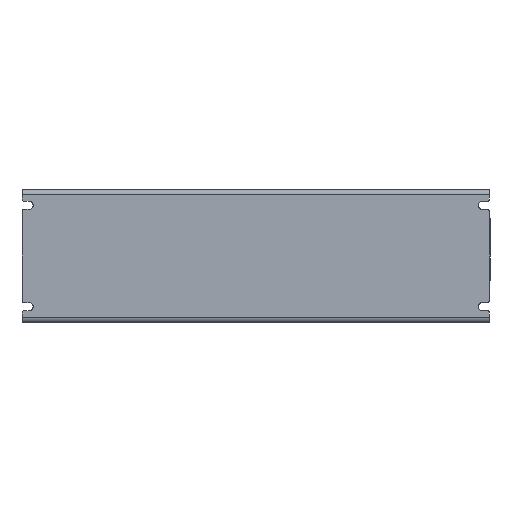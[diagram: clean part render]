
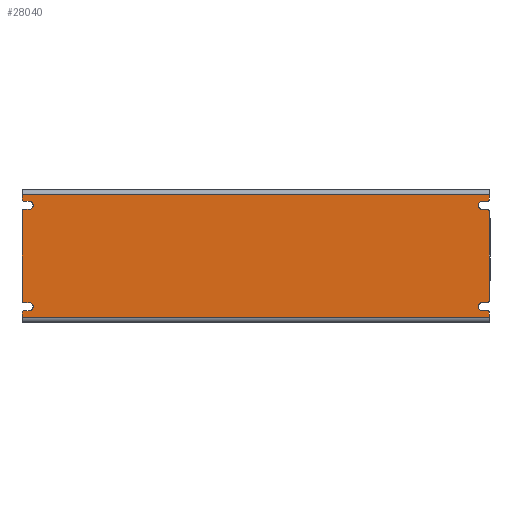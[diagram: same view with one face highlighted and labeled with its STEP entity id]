
A CAD part, front view. The second image highlights one B-rep face of the part: STEP entity #28040.
In plain terms, the highlighted planar face has unit normal (0, -1, 0).
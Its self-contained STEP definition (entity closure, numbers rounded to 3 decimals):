
#1879=FACE_OUTER_BOUND('',#3543,.T.);
#3543=EDGE_LOOP('',(#24691,#24692,#24693,#24694,#24695,#24696,#24697,#24698,
#24699,#24700,#24701,#24702,#24703,#24704,#24705,#24706,#24707,#24708,#24709,
#24710,#24711,#24712,#24713,#24714,#24715,#24716,#24717,#24718));
#6912=LINE('',#44459,#10419);
#6914=LINE('',#44465,#10421);
#6918=LINE('',#44474,#10425);
#7001=LINE('',#44752,#10508);
#7029=LINE('',#44808,#10536);
#7057=LINE('',#44867,#10564);
#7059=LINE('',#44873,#10566);
#7060=LINE('',#44875,#10567);
#7061=LINE('',#44879,#10568);
#7062=LINE('',#44884,#10569);
#7063=LINE('',#44888,#10570);
#7064=LINE('',#44890,#10571);
#7065=LINE('',#44894,#10572);
#7066=LINE('',#44898,#10573);
#7067=LINE('',#44903,#10574);
#7068=LINE('',#44906,#10575);
#10419=VECTOR('',#36095,1.85);
#10421=VECTOR('',#36099,36.7);
#10425=VECTOR('',#36105,1.85);
#10508=VECTOR('',#36370,1.85);
#10536=VECTOR('',#36402,36.7);
#10564=VECTOR('',#36436,1.85);
#10566=VECTOR('',#36444,194.);
#10567=VECTOR('',#36445,2.);
#10568=VECTOR('',#36448,2.);
#10569=VECTOR('',#36453,2.);
#10570=VECTOR('',#36456,2.);
#10571=VECTOR('',#36459,194.);
#10572=VECTOR('',#36462,2.);
#10573=VECTOR('',#36465,2.);
#10574=VECTOR('',#36470,2.);
#10575=VECTOR('',#36473,2.);
#10889=CIRCLE('',#29689,1.);
#10941=CIRCLE('',#29782,1.);
#10942=CIRCLE('',#29784,1.65);
#10943=CIRCLE('',#29785,1.);
#10944=CIRCLE('',#29786,1.);
#10945=CIRCLE('',#29787,1.65);
#10946=CIRCLE('',#29788,1.);
#10947=CIRCLE('',#29789,1.);
#10948=CIRCLE('',#29790,1.65);
#10949=CIRCLE('',#29791,1.);
#10950=CIRCLE('',#29792,1.);
#10951=CIRCLE('',#29793,1.65);
#13278=VERTEX_POINT('',#44388);
#13313=VERTEX_POINT('',#44457);
#13315=VERTEX_POINT('',#44462);
#13316=VERTEX_POINT('',#44464);
#13319=VERTEX_POINT('',#44471);
#13320=VERTEX_POINT('',#44473);
#13353=VERTEX_POINT('',#44541);
#13423=VERTEX_POINT('',#44749);
#13424=VERTEX_POINT('',#44751);
#13449=VERTEX_POINT('',#44804);
#13450=VERTEX_POINT('',#44806);
#13451=VERTEX_POINT('',#44810);
#13478=VERTEX_POINT('',#44865);
#13479=VERTEX_POINT('',#44869);
#13480=VERTEX_POINT('',#44874);
#13481=VERTEX_POINT('',#44876);
#13482=VERTEX_POINT('',#44878);
#13483=VERTEX_POINT('',#44881);
#13484=VERTEX_POINT('',#44883);
#13485=VERTEX_POINT('',#44885);
#13486=VERTEX_POINT('',#44887);
#13487=VERTEX_POINT('',#44891);
#13488=VERTEX_POINT('',#44893);
#13489=VERTEX_POINT('',#44895);
#13490=VERTEX_POINT('',#44897);
#13491=VERTEX_POINT('',#44900);
#13492=VERTEX_POINT('',#44902);
#13493=VERTEX_POINT('',#44904);
#17052=EDGE_CURVE('',#13313,#13278,#6912,.T.);
#17054=EDGE_CURVE('',#13315,#13316,#6914,.T.);
#17058=EDGE_CURVE('',#13319,#13320,#6918,.T.);
#17092=EDGE_CURVE('',#13353,#13278,#10889,.T.);
#17193=EDGE_CURVE('',#13423,#13424,#7001,.T.);
#17222=EDGE_CURVE('',#13450,#13449,#7029,.T.);
#17252=EDGE_CURVE('',#13478,#13451,#7057,.T.);
#17253=EDGE_CURVE('',#13423,#13479,#10941,.T.);
#17255=EDGE_CURVE('',#13313,#13424,#7059,.T.);
#17256=EDGE_CURVE('',#13479,#13480,#7060,.T.);
#17257=EDGE_CURVE('',#13480,#13481,#10942,.T.);
#17258=EDGE_CURVE('',#13482,#13481,#7061,.T.);
#17259=EDGE_CURVE('',#13482,#13449,#10943,.T.);
#17260=EDGE_CURVE('',#13450,#13483,#10944,.T.);
#17261=EDGE_CURVE('',#13483,#13484,#7062,.T.);
#17262=EDGE_CURVE('',#13484,#13485,#10945,.T.);
#17263=EDGE_CURVE('',#13486,#13485,#7063,.T.);
#17264=EDGE_CURVE('',#13486,#13451,#10946,.T.);
#17265=EDGE_CURVE('',#13320,#13478,#7064,.T.);
#17266=EDGE_CURVE('',#13319,#13487,#10947,.T.);
#17267=EDGE_CURVE('',#13487,#13488,#7065,.T.);
#17268=EDGE_CURVE('',#13488,#13489,#10948,.T.);
#17269=EDGE_CURVE('',#13490,#13489,#7066,.T.);
#17270=EDGE_CURVE('',#13490,#13316,#10949,.T.);
#17271=EDGE_CURVE('',#13315,#13491,#10950,.T.);
#17272=EDGE_CURVE('',#13491,#13492,#7067,.T.);
#17273=EDGE_CURVE('',#13492,#13493,#10951,.T.);
#17274=EDGE_CURVE('',#13353,#13493,#7068,.T.);
#24691=ORIENTED_EDGE('',*,*,#17092,.T.);
#24692=ORIENTED_EDGE('',*,*,#17052,.F.);
#24693=ORIENTED_EDGE('',*,*,#17255,.T.);
#24694=ORIENTED_EDGE('',*,*,#17193,.F.);
#24695=ORIENTED_EDGE('',*,*,#17253,.T.);
#24696=ORIENTED_EDGE('',*,*,#17256,.T.);
#24697=ORIENTED_EDGE('',*,*,#17257,.T.);
#24698=ORIENTED_EDGE('',*,*,#17258,.F.);
#24699=ORIENTED_EDGE('',*,*,#17259,.T.);
#24700=ORIENTED_EDGE('',*,*,#17222,.F.);
#24701=ORIENTED_EDGE('',*,*,#17260,.T.);
#24702=ORIENTED_EDGE('',*,*,#17261,.T.);
#24703=ORIENTED_EDGE('',*,*,#17262,.T.);
#24704=ORIENTED_EDGE('',*,*,#17263,.F.);
#24705=ORIENTED_EDGE('',*,*,#17264,.T.);
#24706=ORIENTED_EDGE('',*,*,#17252,.F.);
#24707=ORIENTED_EDGE('',*,*,#17265,.F.);
#24708=ORIENTED_EDGE('',*,*,#17058,.F.);
#24709=ORIENTED_EDGE('',*,*,#17266,.T.);
#24710=ORIENTED_EDGE('',*,*,#17267,.T.);
#24711=ORIENTED_EDGE('',*,*,#17268,.T.);
#24712=ORIENTED_EDGE('',*,*,#17269,.F.);
#24713=ORIENTED_EDGE('',*,*,#17270,.T.);
#24714=ORIENTED_EDGE('',*,*,#17054,.F.);
#24715=ORIENTED_EDGE('',*,*,#17271,.T.);
#24716=ORIENTED_EDGE('',*,*,#17272,.T.);
#24717=ORIENTED_EDGE('',*,*,#17273,.T.);
#24718=ORIENTED_EDGE('',*,*,#17274,.F.);
#26309=PLANE('',#29783);
#28040=ADVANCED_FACE('',(#1879),#26309,.T.);
#29689=AXIS2_PLACEMENT_3D('',#44542,#36144,#36145);
#29782=AXIS2_PLACEMENT_3D('',#44870,#36439,#36440);
#29783=AXIS2_PLACEMENT_3D('',#44872,#36442,#36443);
#29784=AXIS2_PLACEMENT_3D('',#44877,#36446,#36447);
#29785=AXIS2_PLACEMENT_3D('',#44880,#36449,#36450);
#29786=AXIS2_PLACEMENT_3D('',#44882,#36451,#36452);
#29787=AXIS2_PLACEMENT_3D('',#44886,#36454,#36455);
#29788=AXIS2_PLACEMENT_3D('',#44889,#36457,#36458);
#29789=AXIS2_PLACEMENT_3D('',#44892,#36460,#36461);
#29790=AXIS2_PLACEMENT_3D('',#44896,#36463,#36464);
#29791=AXIS2_PLACEMENT_3D('',#44899,#36466,#36467);
#29792=AXIS2_PLACEMENT_3D('',#44901,#36468,#36469);
#29793=AXIS2_PLACEMENT_3D('',#44905,#36471,#36472);
#36095=DIRECTION('',(0.,0.,1.));
#36099=DIRECTION('',(0.,0.,1.));
#36105=DIRECTION('',(0.,0.,1.));
#36144=DIRECTION('center_axis',(0.,-1.,0.));
#36145=DIRECTION('ref_axis',(0.,0.,1.));
#36370=DIRECTION('',(0.,0.,-1.));
#36402=DIRECTION('',(0.,0.,-1.));
#36436=DIRECTION('',(0.,0.,-1.));
#36439=DIRECTION('center_axis',(0.,-1.,0.));
#36440=DIRECTION('ref_axis',(1.,0.,0.));
#36442=DIRECTION('center_axis',(0.,-1.,0.));
#36443=DIRECTION('ref_axis',(0.,0.,-1.));
#36444=DIRECTION('',(1.,0.,0.));
#36445=DIRECTION('',(-1.,0.,0.));
#36446=DIRECTION('center_axis',(0.,1.,0.));
#36447=DIRECTION('ref_axis',(0.,0.,-1.));
#36448=DIRECTION('',(-1.,0.,0.));
#36449=DIRECTION('center_axis',(0.,-1.,0.));
#36450=DIRECTION('ref_axis',(0.,0.,-1.));
#36451=DIRECTION('center_axis',(0.,-1.,0.));
#36452=DIRECTION('ref_axis',(1.,0.,0.));
#36453=DIRECTION('',(-1.,0.,0.));
#36454=DIRECTION('center_axis',(0.,1.,0.));
#36455=DIRECTION('ref_axis',(0.,0.,-1.));
#36456=DIRECTION('',(-1.,0.,0.));
#36457=DIRECTION('center_axis',(0.,-1.,0.));
#36458=DIRECTION('ref_axis',(0.,0.,-1.));
#36459=DIRECTION('',(1.,0.,0.));
#36460=DIRECTION('center_axis',(0.,-1.,0.));
#36461=DIRECTION('ref_axis',(-1.,0.,0.));
#36462=DIRECTION('',(1.,0.,0.));
#36463=DIRECTION('center_axis',(0.,1.,0.));
#36464=DIRECTION('ref_axis',(0.,0.,1.));
#36465=DIRECTION('',(1.,0.,0.));
#36466=DIRECTION('center_axis',(0.,-1.,0.));
#36467=DIRECTION('ref_axis',(0.,0.,1.));
#36468=DIRECTION('center_axis',(0.,-1.,0.));
#36469=DIRECTION('ref_axis',(-1.,0.,0.));
#36470=DIRECTION('',(1.,0.,0.));
#36471=DIRECTION('center_axis',(0.,1.,0.));
#36472=DIRECTION('ref_axis',(0.,0.,1.));
#36473=DIRECTION('',(1.,0.,0.));
#44388=CARTESIAN_POINT('',(0.,0.,-51.15));
#44457=CARTESIAN_POINT('',(0.,0.,-53.));
#44459=CARTESIAN_POINT('',(0.,0.,-53.));
#44462=CARTESIAN_POINT('',(0.,0.,-45.85));
#44464=CARTESIAN_POINT('',(0.,0.,-9.15));
#44465=CARTESIAN_POINT('',(0.,0.,-45.85));
#44471=CARTESIAN_POINT('',(0.,0.,-3.85));
#44473=CARTESIAN_POINT('',(0.,0.,-2.));
#44474=CARTESIAN_POINT('',(0.,0.,-3.85));
#44541=CARTESIAN_POINT('',(1.,0.,-50.15));
#44542=CARTESIAN_POINT('Origin',(1.,0.,-51.15));
#44749=CARTESIAN_POINT('',(194.,0.,-51.15));
#44751=CARTESIAN_POINT('',(194.,0.,-53.));
#44752=CARTESIAN_POINT('',(194.,0.,-51.15));
#44804=CARTESIAN_POINT('',(194.,0.,-45.85));
#44806=CARTESIAN_POINT('',(194.,0.,-9.15));
#44808=CARTESIAN_POINT('',(194.,0.,-9.15));
#44810=CARTESIAN_POINT('',(194.,0.,-3.85));
#44865=CARTESIAN_POINT('',(194.,0.,-2.));
#44867=CARTESIAN_POINT('',(194.,0.,-2.));
#44869=CARTESIAN_POINT('',(193.,0.,-50.15));
#44870=CARTESIAN_POINT('Origin',(193.,0.,-51.15));
#44872=CARTESIAN_POINT('Origin',(0.,0.,-2.));
#44873=CARTESIAN_POINT('',(0.,0.,-53.));
#44874=CARTESIAN_POINT('',(191.,0.,-50.15));
#44875=CARTESIAN_POINT('',(193.,0.,-50.15));
#44876=CARTESIAN_POINT('',(191.,0.,-46.85));
#44877=CARTESIAN_POINT('Origin',(191.,0.,-48.5));
#44878=CARTESIAN_POINT('',(193.,0.,-46.85));
#44879=CARTESIAN_POINT('',(193.,0.,-46.85));
#44880=CARTESIAN_POINT('Origin',(193.,0.,-45.85));
#44881=CARTESIAN_POINT('',(193.,0.,-8.15));
#44882=CARTESIAN_POINT('Origin',(193.,0.,-9.15));
#44883=CARTESIAN_POINT('',(191.,0.,-8.15));
#44884=CARTESIAN_POINT('',(193.,0.,-8.15));
#44885=CARTESIAN_POINT('',(191.,0.,-4.85));
#44886=CARTESIAN_POINT('Origin',(191.,0.,-6.5));
#44887=CARTESIAN_POINT('',(193.,0.,-4.85));
#44888=CARTESIAN_POINT('',(193.,0.,-4.85));
#44889=CARTESIAN_POINT('Origin',(193.,0.,-3.85));
#44890=CARTESIAN_POINT('',(0.,0.,-2.));
#44891=CARTESIAN_POINT('',(1.,0.,-4.85));
#44892=CARTESIAN_POINT('Origin',(1.,0.,-3.85));
#44893=CARTESIAN_POINT('',(3.,0.,-4.85));
#44894=CARTESIAN_POINT('',(1.,0.,-4.85));
#44895=CARTESIAN_POINT('',(3.,0.,-8.15));
#44896=CARTESIAN_POINT('Origin',(3.,0.,-6.5));
#44897=CARTESIAN_POINT('',(1.,0.,-8.15));
#44898=CARTESIAN_POINT('',(1.,0.,-8.15));
#44899=CARTESIAN_POINT('Origin',(1.,0.,-9.15));
#44900=CARTESIAN_POINT('',(1.,0.,-46.85));
#44901=CARTESIAN_POINT('Origin',(1.,0.,-45.85));
#44902=CARTESIAN_POINT('',(3.,0.,-46.85));
#44903=CARTESIAN_POINT('',(1.,0.,-46.85));
#44904=CARTESIAN_POINT('',(3.,0.,-50.15));
#44905=CARTESIAN_POINT('Origin',(3.,0.,-48.5));
#44906=CARTESIAN_POINT('',(1.,0.,-50.15));
